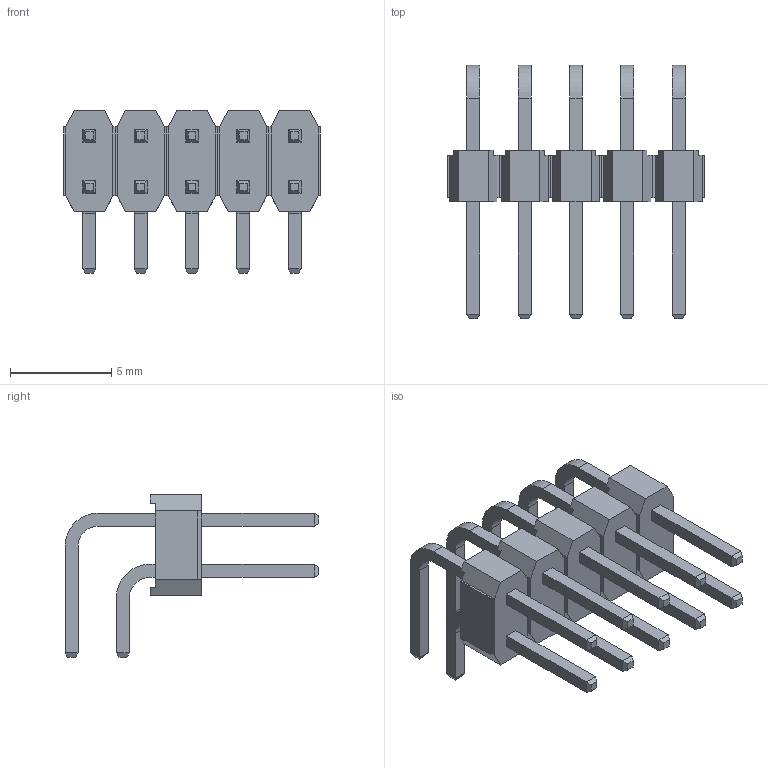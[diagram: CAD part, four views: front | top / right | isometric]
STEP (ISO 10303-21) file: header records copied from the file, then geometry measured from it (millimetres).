
FILE_DESCRIPTION(/* description */ (''),/* implementation_level */ '2;1');
FILE_NAME(/* name */ 'M20-7830542.step',/* time_stamp */ '2022-09-20T17:42:29+01:00',/* author */ (''),/* organization */ (''),/* preprocessor_version */ 'ST-DEVELOPER v19',/* originating_system */ 'Autodesk Translation Framework v11.7.0.108',/* authorisation */ '');
FILE_SCHEMA (('AUTOMOTIVE_DESIGN { 1 0 10303 214 3 1 1 }'));
Length unit declared in the file: millimetre
Products named in the file (2): m20-9740346_asm; M20-97403_MOULD
Assembly tree (1 placements, depth 2):
  m20-9740346_asm
    M20-97403_MOULD
Bounding box: 12.7 x 12.56 x 8.04 mm (x, y, z)
Volume: 190.5 mm3; surface area: 629.5 mm2
Topology: 5 solids, 5 shells, 330 faces, 800 edges, 500 vertices
Faces by surface type: plane 310, cylinder 20
Entity records: 9634 total; most frequent: CARTESIAN_POINT 1633, ORIENTED_EDGE 1600, DIRECTION 1506, EDGE_CURVE 800, LINE 760, VECTOR 760, VERTEX_POINT 500, AXIS2_PLACEMENT_3D 373
